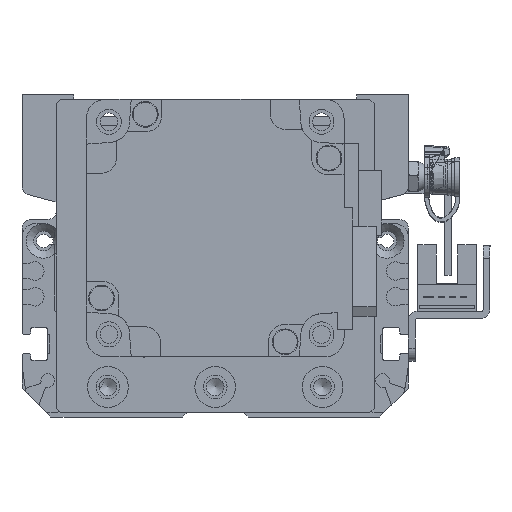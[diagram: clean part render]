
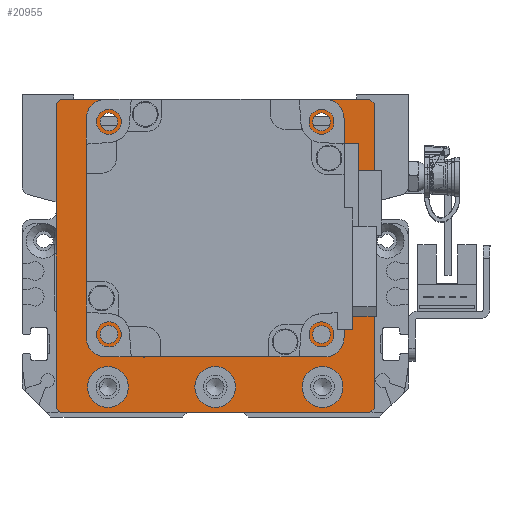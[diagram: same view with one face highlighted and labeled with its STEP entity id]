
A CAD part, left-side view. The second image highlights one B-rep face of the part: STEP entity #20955.
In plain terms, the highlighted face is planar.
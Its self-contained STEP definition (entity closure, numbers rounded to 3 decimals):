
#818=FACE_BOUND('',#3490,.T.);
#819=FACE_BOUND('',#3491,.T.);
#820=FACE_BOUND('',#3492,.T.);
#821=FACE_BOUND('',#3493,.T.);
#822=FACE_BOUND('',#3494,.T.);
#823=FACE_BOUND('',#3495,.T.);
#824=FACE_BOUND('',#3496,.T.);
#825=FACE_BOUND('',#3497,.T.);
#1233=PLANE('',#23189);
#2120=FACE_OUTER_BOUND('',#3489,.T.);
#3489=EDGE_LOOP('',(#17158,#17159,#17160,#17161,#17162,#17163,#17164,#17165));
#3490=EDGE_LOOP('',(#17166));
#3491=EDGE_LOOP('',(#17167));
#3492=EDGE_LOOP('',(#17168));
#3493=EDGE_LOOP('',(#17169));
#3494=EDGE_LOOP('',(#17170));
#3495=EDGE_LOOP('',(#17171));
#3496=EDGE_LOOP('',(#17172));
#3497=EDGE_LOOP('',(#17173));
#5117=LINE('',#34454,#6874);
#5123=LINE('',#34465,#6880);
#5130=LINE('',#34500,#6887);
#5133=LINE('',#34505,#6890);
#5139=LINE('',#34526,#6896);
#5142=LINE('',#34531,#6899);
#5143=LINE('',#34534,#6900);
#5151=LINE('',#34573,#6908);
#6874=VECTOR('',#27605,10.);
#6880=VECTOR('',#27613,10.);
#6887=VECTOR('',#27644,10.);
#6890=VECTOR('',#27649,10.);
#6896=VECTOR('',#27673,10.);
#6899=VECTOR('',#27678,10.);
#6900=VECTOR('',#27681,10.);
#6908=VECTOR('',#27731,10.);
#8285=CIRCLE('',#23158,4.75);
#8288=CIRCLE('',#23164,4.75);
#8291=CIRCLE('',#23170,4.75);
#8293=CIRCLE('',#23176,2.067);
#8294=CIRCLE('',#23178,2.067);
#8295=CIRCLE('',#23180,2.067);
#8296=CIRCLE('',#23182,2.067);
#8299=CIRCLE('',#23187,25.);
#9856=VERTEX_POINT('',#34452);
#9857=VERTEX_POINT('',#34453);
#9861=VERTEX_POINT('',#34463);
#9877=VERTEX_POINT('',#34499);
#9878=VERTEX_POINT('',#34503);
#9884=VERTEX_POINT('',#34525);
#9885=VERTEX_POINT('',#34529);
#9886=VERTEX_POINT('',#34533);
#9889=VERTEX_POINT('',#34542);
#9892=VERTEX_POINT('',#34553);
#9895=VERTEX_POINT('',#34564);
#9897=VERTEX_POINT('',#34575);
#9898=VERTEX_POINT('',#34579);
#9899=VERTEX_POINT('',#34583);
#9900=VERTEX_POINT('',#34587);
#9903=VERTEX_POINT('',#34596);
#12399=EDGE_CURVE('',#9856,#9857,#5117,.T.);
#12405=EDGE_CURVE('',#9856,#9861,#5123,.T.);
#12422=EDGE_CURVE('',#9877,#9861,#5130,.T.);
#12425=EDGE_CURVE('',#9877,#9878,#5133,.T.);
#12434=EDGE_CURVE('',#9884,#9878,#5139,.T.);
#12437=EDGE_CURVE('',#9884,#9885,#5142,.T.);
#12438=EDGE_CURVE('',#9886,#9885,#5143,.T.);
#12442=EDGE_CURVE('',#9889,#9889,#8285,.T.);
#12447=EDGE_CURVE('',#9892,#9892,#8288,.T.);
#12452=EDGE_CURVE('',#9895,#9895,#8291,.T.);
#12456=EDGE_CURVE('',#9886,#9857,#5151,.T.);
#12457=EDGE_CURVE('',#9897,#9897,#8293,.T.);
#12459=EDGE_CURVE('',#9898,#9898,#8294,.T.);
#12461=EDGE_CURVE('',#9899,#9899,#8295,.T.);
#12463=EDGE_CURVE('',#9900,#9900,#8296,.T.);
#12467=EDGE_CURVE('',#9903,#9903,#8299,.T.);
#17158=ORIENTED_EDGE('',*,*,#12399,.F.);
#17159=ORIENTED_EDGE('',*,*,#12405,.T.);
#17160=ORIENTED_EDGE('',*,*,#12422,.F.);
#17161=ORIENTED_EDGE('',*,*,#12425,.T.);
#17162=ORIENTED_EDGE('',*,*,#12434,.F.);
#17163=ORIENTED_EDGE('',*,*,#12437,.T.);
#17164=ORIENTED_EDGE('',*,*,#12438,.F.);
#17165=ORIENTED_EDGE('',*,*,#12456,.T.);
#17166=ORIENTED_EDGE('',*,*,#12442,.T.);
#17167=ORIENTED_EDGE('',*,*,#12447,.T.);
#17168=ORIENTED_EDGE('',*,*,#12452,.T.);
#17169=ORIENTED_EDGE('',*,*,#12457,.T.);
#17170=ORIENTED_EDGE('',*,*,#12459,.T.);
#17171=ORIENTED_EDGE('',*,*,#12461,.T.);
#17172=ORIENTED_EDGE('',*,*,#12463,.T.);
#17173=ORIENTED_EDGE('',*,*,#12467,.T.);
#20955=ADVANCED_FACE('',(#2120,#818,#819,#820,#821,#822,#823,#824,#825),
#1233,.T.);
#23158=AXIS2_PLACEMENT_3D('',#34543,#27691,#27692);
#23164=AXIS2_PLACEMENT_3D('',#34554,#27705,#27706);
#23170=AXIS2_PLACEMENT_3D('',#34565,#27719,#27720);
#23176=AXIS2_PLACEMENT_3D('',#34576,#27734,#27735);
#23178=AXIS2_PLACEMENT_3D('',#34580,#27739,#27740);
#23180=AXIS2_PLACEMENT_3D('',#34584,#27744,#27745);
#23182=AXIS2_PLACEMENT_3D('',#34588,#27749,#27750);
#23187=AXIS2_PLACEMENT_3D('',#34597,#27760,#27761);
#23189=AXIS2_PLACEMENT_3D('',#34601,#27766,#27767);
#27605=DIRECTION('',(0.707,-0.707,0.));
#27613=DIRECTION('',(-1.,0.,0.));
#27644=DIRECTION('',(0.707,0.707,0.));
#27649=DIRECTION('',(0.,-1.,0.));
#27673=DIRECTION('',(-0.707,0.707,0.));
#27678=DIRECTION('',(1.,0.,0.));
#27681=DIRECTION('',(-0.707,-0.707,0.));
#27691=DIRECTION('center_axis',(0.,0.,-1.));
#27692=DIRECTION('ref_axis',(1.,0.,0.));
#27705=DIRECTION('center_axis',(0.,0.,-1.));
#27706=DIRECTION('ref_axis',(1.,0.,0.));
#27719=DIRECTION('center_axis',(0.,0.,-1.));
#27720=DIRECTION('ref_axis',(1.,0.,0.));
#27731=DIRECTION('',(0.,1.,0.));
#27734=DIRECTION('center_axis',(0.,0.,-1.));
#27735=DIRECTION('ref_axis',(1.,0.,0.));
#27739=DIRECTION('center_axis',(0.,0.,-1.));
#27740=DIRECTION('ref_axis',(1.,0.,0.));
#27744=DIRECTION('center_axis',(0.,0.,-1.));
#27745=DIRECTION('ref_axis',(1.,0.,0.));
#27749=DIRECTION('center_axis',(0.,0.,-1.));
#27750=DIRECTION('ref_axis',(1.,0.,0.));
#27760=DIRECTION('center_axis',(0.,0.,-1.));
#27761=DIRECTION('ref_axis',(1.,0.,0.));
#27766=DIRECTION('center_axis',(0.,0.,1.));
#27767=DIRECTION('ref_axis',(1.,0.,0.));
#34452=CARTESIAN_POINT('',(36.,37.5,59.));
#34453=CARTESIAN_POINT('',(37.,36.5,59.));
#34454=CARTESIAN_POINT('',(36.625,36.875,59.));
#34463=CARTESIAN_POINT('',(-36.,37.5,59.));
#34465=CARTESIAN_POINT('',(37.,37.5,59.));
#34499=CARTESIAN_POINT('',(-37.,36.5,59.));
#34500=CARTESIAN_POINT('',(-36.625,36.875,59.));
#34503=CARTESIAN_POINT('',(-37.,-34.5,59.));
#34505=CARTESIAN_POINT('',(-37.,35.5,59.));
#34525=CARTESIAN_POINT('',(-36.,-35.5,59.));
#34526=CARTESIAN_POINT('',(-36.125,-35.375,59.));
#34529=CARTESIAN_POINT('',(36.,-35.5,59.));
#34531=CARTESIAN_POINT('',(-37.,-35.5,59.));
#34533=CARTESIAN_POINT('',(37.,-34.5,59.));
#34534=CARTESIAN_POINT('',(36.125,-35.375,59.));
#34542=CARTESIAN_POINT('',(-29.75,-29.5,59.));
#34543=CARTESIAN_POINT('Origin',(-25.,-29.5,59.));
#34553=CARTESIAN_POINT('',(-4.75,-29.5,59.));
#34554=CARTESIAN_POINT('Origin',(0.,-29.5,59.));
#34564=CARTESIAN_POINT('',(20.25,-29.5,59.));
#34565=CARTESIAN_POINT('Origin',(25.,-29.5,59.));
#34573=CARTESIAN_POINT('',(37.,-35.5,59.));
#34575=CARTESIAN_POINT('',(-26.816,-17.249,59.));
#34576=CARTESIAN_POINT('Origin',(-24.749,-17.249,59.));
#34579=CARTESIAN_POINT('',(-26.816,32.249,59.));
#34580=CARTESIAN_POINT('Origin',(-24.749,32.249,59.));
#34583=CARTESIAN_POINT('',(22.682,32.249,59.));
#34584=CARTESIAN_POINT('Origin',(24.749,32.249,59.));
#34587=CARTESIAN_POINT('',(22.682,-17.249,59.));
#34588=CARTESIAN_POINT('Origin',(24.749,-17.249,59.));
#34596=CARTESIAN_POINT('',(-25.,7.5,59.));
#34597=CARTESIAN_POINT('Origin',(0.,7.5,59.));
#34601=CARTESIAN_POINT('Origin',(0.,0.,
59.));
